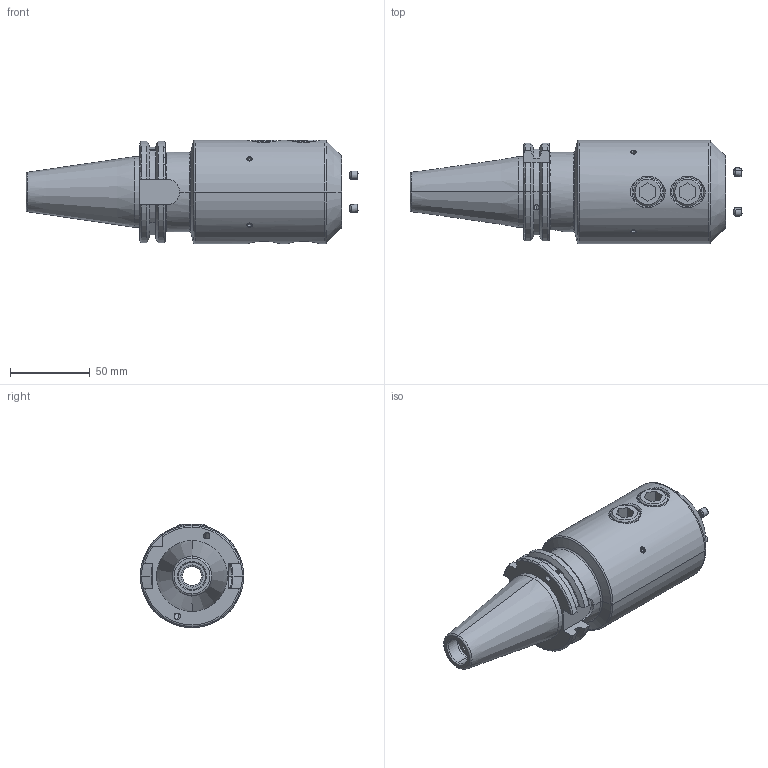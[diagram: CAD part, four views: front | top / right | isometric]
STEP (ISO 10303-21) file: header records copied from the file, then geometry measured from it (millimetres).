
FILE_DESCRIPTION (( 'STEP AP203' ), '1' );
FILE_NAME ('FWS409H-EKH25130.STEP', '2024-01-06T05:17:16', ( '' ), ( '' ), 'SwSTEP 2.0', 'SolidWorks 2023', '' );
FILE_SCHEMA (( 'CONFIG_CONTROL_DESIGN' ));
Length unit declared in the file: millimetre
Products named in the file (7): GS-M18X20X2-DIN1835-B; GS-M4X4-COATING_DIN 913 - M4 x 4-N; GS-M4X4_DIN 913 - M4 x 4-N; SK40EK25130FWW; GS-M5X5_DIN 913 - M5 x 5-N; FWS409H-EKH25130
Assembly tree (14 placements, depth 3):
  FWS409H-EKH25130
    SK40EK25130FWW
      SK40EK25130FWW
      GS-M18X20X2-DIN1835-B  x2
      GS-M5X5_DIN 913 - M5 x 5-N  x4
      GS-M4X4_DIN 913 - M4 x 4-N  x4
      GS-M4X4-COATING_DIN 913 - M4 x 4-N  x2
Bounding box: 208.56 x 65 x 65 mm (x, y, z)
Volume: 390930.2 mm3; surface area: 60863.5 mm2
Topology: 13 solids, 13 shells, 545 faces, 1366 edges, 864 vertices
Faces by surface type: cone 236, plane 141, cylinder 138, torus 22, sphere 4, bspline 4
Entity records: 11638 total; most frequent: CARTESIAN_POINT 3415, DIRECTION 1565, ORIENTED_EDGE 1516, EDGE_CURVE 758, AXIS2_PLACEMENT_3D 626, VERTEX_POINT 480, EDGE_LOOP 336, CIRCLE 315
